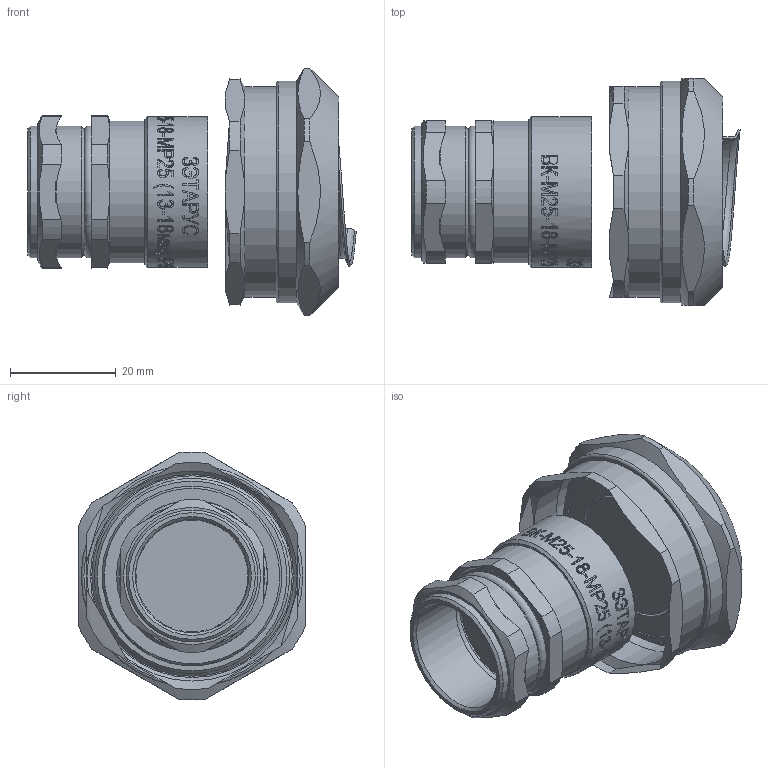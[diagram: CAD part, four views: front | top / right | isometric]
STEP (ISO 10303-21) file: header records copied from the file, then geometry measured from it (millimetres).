
FILE_DESCRIPTION(/* description */ (''),/* implementation_level */ '2;1');
FILE_NAME(/* name */ 'Модель ВК-М25-18-МР25.stp',/* time_stamp */ '2020-07-16T15:21:59+07:00',/* author */ ('Борисов Е'),/* organization */ (''),/* preprocessor_version */ 'ST-DEVELOPER v17',/* originating_system */ 'Autodesk Inventor 2019',/* authorisation */ '');
FILE_SCHEMA (('AUTOMOTIVE_DESIGN { 1 0 10303 214 3 1 1 }'));
Length unit declared in the file: millimetre
Products named in the file (1): Модель ВК-М2
5-18-МР25
Bounding box: 62.25 x 43 x 46.97 mm (x, y, z)
Volume: 37104.5 mm3; surface area: 16551.5 mm2
Topology: 2 solids, 2 shells, 614 faces, 1646 edges, 1101 vertices
Faces by surface type: bspline 295, plane 191, cylinder 93, cone 29, torus 6
Full cylindrical faces by diameter (mm): 21.5 x2, 24.4 x1, 25 x2, 25.2 x1, 26.8 x1, 28.6 x1, 32 x1, 33.5 x1, 36 x1, 37 x1, 38.5 x1, 39.8 x1, 42 x1
Entity records: 26800 total; most frequent: CARTESIAN_POINT 12604, ORIENTED_EDGE 3292, DIRECTION 1973, EDGE_CURVE 1646, VERTEX_POINT 1101, EDGE_LOOP 681, AXIS2_PLACEMENT_3D 661, LINE 651
